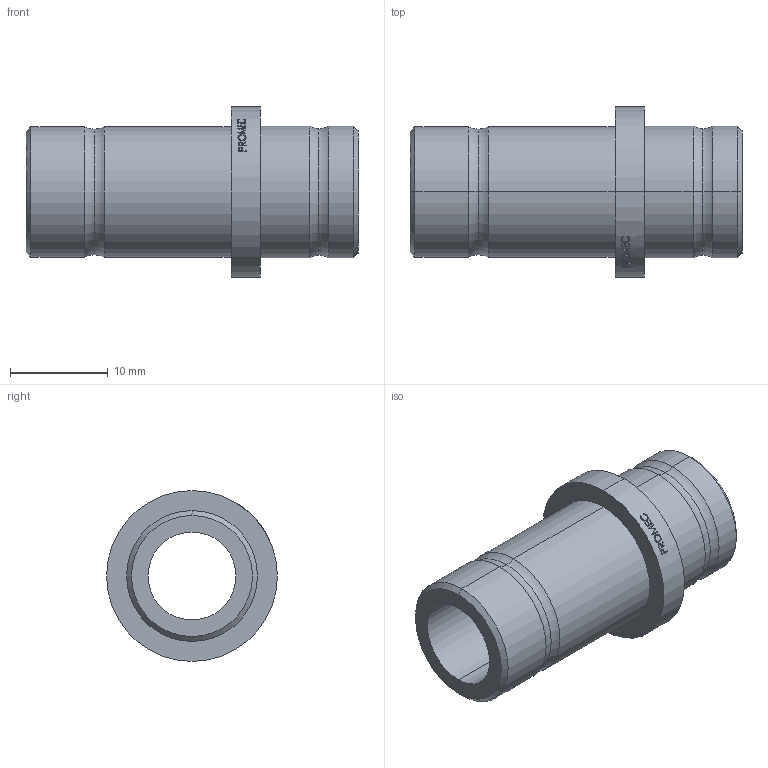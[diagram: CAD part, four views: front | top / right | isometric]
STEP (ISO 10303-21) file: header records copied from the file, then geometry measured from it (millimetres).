
FILE_DESCRIPTION (( 'STEP AP203' ), '1' );
FILE_NAME ('92d5.STEP', '2022-09-21T16:27:23', ( '' ), ( '' ), 'SwSTEP 2.0', 'SolidWorks 2019', '' );
FILE_SCHEMA (( 'CONFIG_CONTROL_DESIGN' ));
Length unit declared in the file: millimetre
Products named in the file (1): 92d5
Bounding box: 34 x 17.5 x 17.5 mm (x, y, z)
Volume: 2911 mm3; surface area: 2772.7 mm2
Topology: 1 solids, 1 shells, 111 faces, 278 edges, 180 vertices
Faces by surface type: bspline 74, cylinder 21, torus 8, cone 4, plane 4
Entity records: 6018 total; most frequent: CARTESIAN_POINT 3909, ORIENTED_EDGE 556, EDGE_CURVE 278, B_SPLINE_CURVE_WITH_KNOTS 222, VERTEX_POINT 180, DIRECTION 172, EDGE_LOOP 124, FACE_OUTER_BOUND 111
